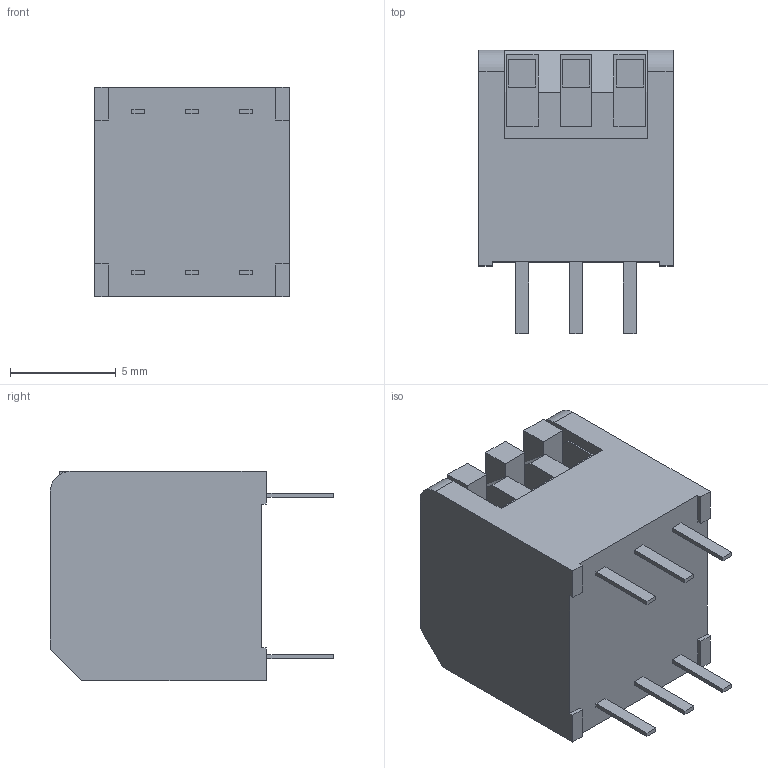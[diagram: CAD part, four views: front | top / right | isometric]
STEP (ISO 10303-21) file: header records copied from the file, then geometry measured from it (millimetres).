
FILE_DESCRIPTION (( 'STEP AP214' ), '1' );
FILE_NAME ('A6FR_3101.step', '2017-11-07T11:12:21', ( 'OSMC1.0 ' ), ( ' ' ), 'SwSTEP 2.0', 'SolidWorks 2002025', '' );
FILE_SCHEMA (( 'AUTOMOTIVE_DESIGN' ));
Length unit declared in the file: millimetre
Products named in the file (1): A6FR_3101
Bounding box: 9.18 x 13.4 x 9.9 mm (x, y, z)
Volume: 867.8 mm3; surface area: 646.8 mm2
Topology: 1 solids, 1 shells, 83 faces, 216 edges, 144 vertices
Faces by surface type: plane 81, cylinder 2
Entity records: 3012 total; most frequent: CARTESIAN_POINT 444, ORIENTED_EDGE 432, DIRECTION 388, EDGE_CURVE 216, LINE 212, VECTOR 212, VERTEX_POINT 144, EDGE_LOOP 92
